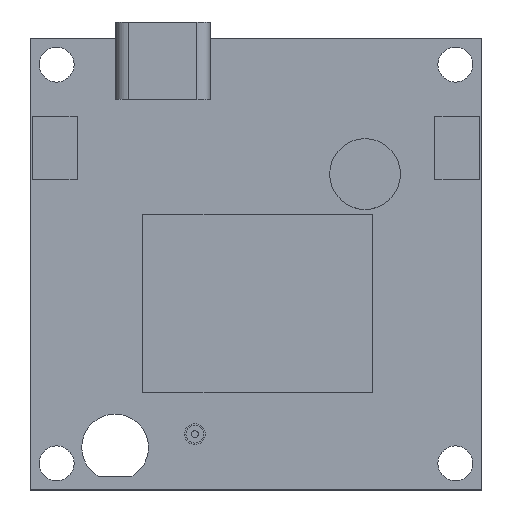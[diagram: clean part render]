
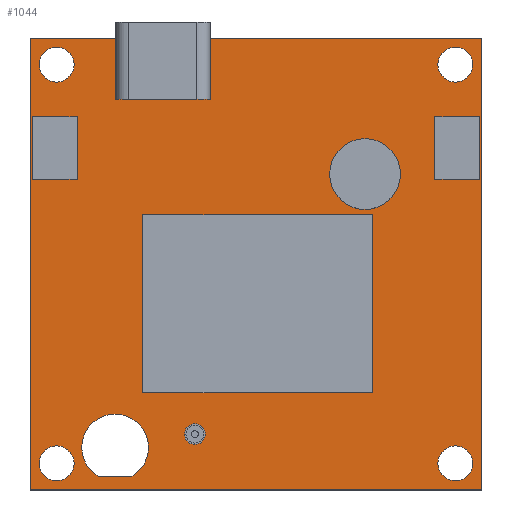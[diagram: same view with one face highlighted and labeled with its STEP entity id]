
A CAD part, top view. The second image highlights one B-rep face of the part: STEP entity #1044.
In plain terms, the highlighted planar face has unit normal (0, 0, 1).
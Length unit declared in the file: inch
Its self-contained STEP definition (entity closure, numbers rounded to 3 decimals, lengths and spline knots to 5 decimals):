
#15=FACE_BOUND('',#141,.T.);
#16=FACE_BOUND('',#142,.T.);
#17=FACE_BOUND('',#143,.T.);
#18=FACE_BOUND('',#144,.T.);
#19=FACE_BOUND('',#145,.T.);
#20=FACE_BOUND('',#146,.T.);
#21=FACE_BOUND('',#147,.T.);
#22=FACE_BOUND('',#148,.T.);
#23=FACE_BOUND('',#149,.T.);
#24=FACE_BOUND('',#150,.T.);
#35=PLANE('',#1123);
#80=FACE_OUTER_BOUND('',#140,.T.);
#140=EDGE_LOOP('',(#713,#714,#715,#716,#717,#718,#719,#720));
#141=EDGE_LOOP('',(#721));
#142=EDGE_LOOP('',(#722));
#143=EDGE_LOOP('',(#723));
#144=EDGE_LOOP('',(#724));
#145=EDGE_LOOP('',(#725,#726,#727,#728));
#146=EDGE_LOOP('',(#729,#730,#731,#732));
#147=EDGE_LOOP('',(#733,#734));
#148=EDGE_LOOP('',(#735,#736,#737,#738));
#149=EDGE_LOOP('',(#739));
#150=EDGE_LOOP('',(#740));
#215=LINE('',#1525,#323);
#216=LINE('',#1527,#324);
#217=LINE('',#1529,#325);
#218=LINE('',#1531,#326);
#219=LINE('',#1533,#327);
#220=LINE('',#1535,#328);
#221=LINE('',#1537,#329);
#222=LINE('',#1538,#330);
#223=LINE('',#1549,#331);
#224=LINE('',#1551,#332);
#225=LINE('',#1553,#333);
#226=LINE('',#1554,#334);
#227=LINE('',#1557,#335);
#228=LINE('',#1559,#336);
#229=LINE('',#1561,#337);
#230=LINE('',#1562,#338);
#231=LINE('',#1566,#339);
#232=LINE('',#1569,#340);
#233=LINE('',#1571,#341);
#234=LINE('',#1573,#342);
#235=LINE('',#1574,#343);
#323=VECTOR('',#1234,0.3937);
#324=VECTOR('',#1235,0.3937);
#325=VECTOR('',#1236,0.3937);
#326=VECTOR('',#1237,0.3937);
#327=VECTOR('',#1238,0.3937);
#328=VECTOR('',#1239,0.3937);
#329=VECTOR('',#1240,0.3937);
#330=VECTOR('',#1241,0.3937);
#331=VECTOR('',#1250,0.3937);
#332=VECTOR('',#1251,0.3937);
#333=VECTOR('',#1252,0.3937);
#334=VECTOR('',#1253,0.3937);
#335=VECTOR('',#1254,0.3937);
#336=VECTOR('',#1255,0.3937);
#337=VECTOR('',#1256,0.3937);
#338=VECTOR('',#1257,0.3937);
#339=VECTOR('',#1260,0.3937);
#340=VECTOR('',#1261,0.3937);
#341=VECTOR('',#1262,0.3937);
#342=VECTOR('',#1263,0.3937);
#343=VECTOR('',#1264,0.3937);
#431=CIRCLE('',#1117,0.039);
#434=CIRCLE('',#1124,0.066);
#435=CIRCLE('',#1125,0.066);
#436=CIRCLE('',#1126,0.066);
#437=CIRCLE('',#1127,0.066);
#438=CIRCLE('',#1128,0.1255);
#439=CIRCLE('',#1129,0.133);
#465=VERTEX_POINT('',#1511);
#468=VERTEX_POINT('',#1523);
#469=VERTEX_POINT('',#1524);
#470=VERTEX_POINT('',#1526);
#471=VERTEX_POINT('',#1528);
#472=VERTEX_POINT('',#1530);
#473=VERTEX_POINT('',#1532);
#474=VERTEX_POINT('',#1534);
#475=VERTEX_POINT('',#1536);
#476=VERTEX_POINT('',#1539);
#477=VERTEX_POINT('',#1541);
#478=VERTEX_POINT('',#1543);
#479=VERTEX_POINT('',#1545);
#480=VERTEX_POINT('',#1547);
#481=VERTEX_POINT('',#1548);
#482=VERTEX_POINT('',#1550);
#483=VERTEX_POINT('',#1552);
#484=VERTEX_POINT('',#1555);
#485=VERTEX_POINT('',#1556);
#486=VERTEX_POINT('',#1558);
#487=VERTEX_POINT('',#1560);
#488=VERTEX_POINT('',#1563);
#489=VERTEX_POINT('',#1564);
#490=VERTEX_POINT('',#1567);
#491=VERTEX_POINT('',#1568);
#492=VERTEX_POINT('',#1570);
#493=VERTEX_POINT('',#1572);
#494=VERTEX_POINT('',#1575);
#561=EDGE_CURVE('',#465,#465,#431,.T.);
#565=EDGE_CURVE('',#468,#469,#215,.T.);
#566=EDGE_CURVE('',#468,#470,#216,.T.);
#567=EDGE_CURVE('',#470,#471,#217,.T.);
#568=EDGE_CURVE('',#471,#472,#218,.T.);
#569=EDGE_CURVE('',#472,#473,#219,.T.);
#570=EDGE_CURVE('',#473,#474,#220,.T.);
#571=EDGE_CURVE('',#474,#475,#221,.T.);
#572=EDGE_CURVE('',#475,#469,#222,.T.);
#573=EDGE_CURVE('',#476,#476,#434,.T.);
#574=EDGE_CURVE('',#477,#477,#435,.T.);
#575=EDGE_CURVE('',#478,#478,#436,.T.);
#576=EDGE_CURVE('',#479,#479,#437,.T.);
#577=EDGE_CURVE('',#480,#481,#223,.T.);
#578=EDGE_CURVE('',#481,#482,#224,.T.);
#579=EDGE_CURVE('',#482,#483,#225,.T.);
#580=EDGE_CURVE('',#483,#480,#226,.T.);
#581=EDGE_CURVE('',#484,#485,#227,.T.);
#582=EDGE_CURVE('',#485,#486,#228,.T.);
#583=EDGE_CURVE('',#486,#487,#229,.T.);
#584=EDGE_CURVE('',#487,#484,#230,.T.);
#585=EDGE_CURVE('',#488,#489,#438,.T.);
#586=EDGE_CURVE('',#489,#488,#231,.T.);
#587=EDGE_CURVE('',#490,#491,#232,.T.);
#588=EDGE_CURVE('',#491,#492,#233,.T.);
#589=EDGE_CURVE('',#492,#493,#234,.T.);
#590=EDGE_CURVE('',#493,#490,#235,.T.);
#591=EDGE_CURVE('',#494,#494,#439,.T.);
#713=ORIENTED_EDGE('',*,*,#565,.F.);
#714=ORIENTED_EDGE('',*,*,#566,.T.);
#715=ORIENTED_EDGE('',*,*,#567,.T.);
#716=ORIENTED_EDGE('',*,*,#568,.T.);
#717=ORIENTED_EDGE('',*,*,#569,.T.);
#718=ORIENTED_EDGE('',*,*,#570,.T.);
#719=ORIENTED_EDGE('',*,*,#571,.T.);
#720=ORIENTED_EDGE('',*,*,#572,.T.);
#721=ORIENTED_EDGE('',*,*,#573,.T.);
#722=ORIENTED_EDGE('',*,*,#574,.T.);
#723=ORIENTED_EDGE('',*,*,#575,.T.);
#724=ORIENTED_EDGE('',*,*,#576,.T.);
#725=ORIENTED_EDGE('',*,*,#577,.T.);
#726=ORIENTED_EDGE('',*,*,#578,.T.);
#727=ORIENTED_EDGE('',*,*,#579,.T.);
#728=ORIENTED_EDGE('',*,*,#580,.T.);
#729=ORIENTED_EDGE('',*,*,#581,.T.);
#730=ORIENTED_EDGE('',*,*,#582,.T.);
#731=ORIENTED_EDGE('',*,*,#583,.T.);
#732=ORIENTED_EDGE('',*,*,#584,.T.);
#733=ORIENTED_EDGE('',*,*,#585,.T.);
#734=ORIENTED_EDGE('',*,*,#586,.T.);
#735=ORIENTED_EDGE('',*,*,#587,.T.);
#736=ORIENTED_EDGE('',*,*,#588,.T.);
#737=ORIENTED_EDGE('',*,*,#589,.T.);
#738=ORIENTED_EDGE('',*,*,#590,.T.);
#739=ORIENTED_EDGE('',*,*,#591,.T.);
#740=ORIENTED_EDGE('',*,*,#561,.T.);
#1044=ADVANCED_FACE('',(#80,#15,#16,#17,#18,#19,#20,#21,#22,#23,#24),#35,
 .T.);
#1117=AXIS2_PLACEMENT_3D('',#1513,#1219,#1220);
#1123=AXIS2_PLACEMENT_3D('',#1522,#1232,#1233);
#1124=AXIS2_PLACEMENT_3D('',#1540,#1242,#1243);
#1125=AXIS2_PLACEMENT_3D('',#1542,#1244,#1245);
#1126=AXIS2_PLACEMENT_3D('',#1544,#1246,#1247);
#1127=AXIS2_PLACEMENT_3D('',#1546,#1248,#1249);
#1128=AXIS2_PLACEMENT_3D('',#1565,#1258,#1259);
#1129=AXIS2_PLACEMENT_3D('',#1576,#1265,#1266);
#1219=DIRECTION('center_axis',(0.,0.,-1.));
#1220=DIRECTION('ref_axis',(-1.,0.,0.));
#1232=DIRECTION('center_axis',(0.,0.,1.));
#1233=DIRECTION('ref_axis',(1.,0.,0.));
#1234=DIRECTION('',(0.,-1.,0.));
#1235=DIRECTION('',(-1.,0.,0.));
#1236=DIRECTION('',(0.,-1.,0.));
#1237=DIRECTION('',(1.,0.,0.));
#1238=DIRECTION('',(0.,1.,0.));
#1239=DIRECTION('',(-1.,0.,0.));
#1240=DIRECTION('',(0.,-1.,0.));
#1241=DIRECTION('',(-1.,0.,0.));
#1242=DIRECTION('center_axis',(0.,0.,-1.));
#1243=DIRECTION('ref_axis',(1.,0.,0.));
#1244=DIRECTION('center_axis',(0.,0.,-1.));
#1245=DIRECTION('ref_axis',(1.,0.,0.));
#1246=DIRECTION('center_axis',(0.,0.,-1.));
#1247=DIRECTION('ref_axis',(1.,0.,0.));
#1248=DIRECTION('center_axis',(0.,0.,-1.));
#1249=DIRECTION('ref_axis',(1.,0.,0.));
#1250=DIRECTION('',(0.,-1.,0.));
#1251=DIRECTION('',(-1.,0.,0.));
#1252=DIRECTION('',(0.,1.,0.));
#1253=DIRECTION('',(1.,0.,0.));
#1254=DIRECTION('',(0.,-1.,0.));
#1255=DIRECTION('',(-1.,0.,0.));
#1256=DIRECTION('',(0.,1.,0.));
#1257=DIRECTION('',(1.,0.,0.));
#1258=DIRECTION('center_axis',(0.,0.,-1.));
#1259=DIRECTION('ref_axis',(1.,0.,0.));
#1260=DIRECTION('',(-1.,0.,0.));
#1261=DIRECTION('',(0.,-1.,0.));
#1262=DIRECTION('',(-1.,0.,0.));
#1263=DIRECTION('',(0.,1.,0.));
#1264=DIRECTION('',(1.,0.,0.));
#1265=DIRECTION('center_axis',(0.,0.,-1.));
#1266=DIRECTION('ref_axis',(-1.,0.,0.));
#1511=CARTESIAN_POINT('',(0.659,0.21,0.03));
#1513=CARTESIAN_POINT('Origin',(0.62,0.21,0.03));
#1522=CARTESIAN_POINT('Origin',(0.85,0.85,0.03));
#1523=CARTESIAN_POINT('',(0.372,1.7,0.03));
#1524=CARTESIAN_POINT('',(0.372,1.47,0.03));
#1525=CARTESIAN_POINT('',(0.372,1.76,0.03));
#1526=CARTESIAN_POINT('',(0.,1.7,0.03));
#1527=CARTESIAN_POINT('',(1.7,1.7,0.03));
#1528=CARTESIAN_POINT('',(0.,0.,0.03));
#1529=CARTESIAN_POINT('',(0.,1.7,0.03));
#1530=CARTESIAN_POINT('',(1.7,0.,0.03));
#1531=CARTESIAN_POINT('',(0.,0.,0.03));
#1532=CARTESIAN_POINT('',(1.7,1.7,0.03));
#1533=CARTESIAN_POINT('',(1.7,0.,0.03));
#1534=CARTESIAN_POINT('',(0.628,1.7,0.03));
#1535=CARTESIAN_POINT('',(1.7,1.7,0.03));
#1536=CARTESIAN_POINT('',(0.628,1.47,0.03));
#1537=CARTESIAN_POINT('',(0.628,1.76,0.03));
#1538=CARTESIAN_POINT('',(0.675,1.47,0.03));
#1539=CARTESIAN_POINT('',(1.534,1.6,0.03));
#1540=CARTESIAN_POINT('Origin',(1.6,1.6,0.03));
#1541=CARTESIAN_POINT('',(0.034,0.1,0.03));
#1542=CARTESIAN_POINT('Origin',(0.1,0.1,0.03));
#1543=CARTESIAN_POINT('',(0.034,1.6,0.03));
#1544=CARTESIAN_POINT('Origin',(0.1,1.6,0.03));
#1545=CARTESIAN_POINT('',(1.534,0.1,0.03));
#1546=CARTESIAN_POINT('Origin',(1.6,0.1,0.03));
#1547=CARTESIAN_POINT('',(1.69,1.40377,0.03));
#1548=CARTESIAN_POINT('',(1.69,1.16877,0.03));
#1549=CARTESIAN_POINT('',(1.69,1.00939,0.03));
#1550=CARTESIAN_POINT('',(1.523,1.16877,0.03));
#1551=CARTESIAN_POINT('',(1.1865,1.16877,0.03));
#1552=CARTESIAN_POINT('',(1.523,1.40377,0.03));
#1553=CARTESIAN_POINT('',(1.523,1.12689,0.03));
#1554=CARTESIAN_POINT('',(1.27,1.40377,0.03));
#1555=CARTESIAN_POINT('',(0.177,1.40377,0.03));
#1556=CARTESIAN_POINT('',(0.177,1.16877,0.03));
#1557=CARTESIAN_POINT('',(0.177,1.00939,0.03));
#1558=CARTESIAN_POINT('',(0.01,1.16877,0.03));
#1559=CARTESIAN_POINT('',(0.43,1.16877,0.03));
#1560=CARTESIAN_POINT('',(0.01,1.40377,0.03));
#1561=CARTESIAN_POINT('',(0.01,1.12689,0.03));
#1562=CARTESIAN_POINT('',(0.5135,1.40377,0.03));
#1563=CARTESIAN_POINT('',(0.25693,0.0515,0.03));
#1564=CARTESIAN_POINT('',(0.38307,0.0515,0.03));
#1565=CARTESIAN_POINT('Origin',(0.32,0.16,0.03));
#1566=CARTESIAN_POINT('',(0.61654,0.0515,0.03));
#1567=CARTESIAN_POINT('',(1.289,1.035,0.03));
#1568=CARTESIAN_POINT('',(1.289,0.365,0.03));
#1569=CARTESIAN_POINT('',(1.289,0.6075,0.03));
#1570=CARTESIAN_POINT('',(0.424,0.365,0.03));
#1571=CARTESIAN_POINT('',(0.637,0.365,0.03));
#1572=CARTESIAN_POINT('',(0.424,1.035,0.03));
#1573=CARTESIAN_POINT('',(0.424,0.9425,0.03));
#1574=CARTESIAN_POINT('',(1.0695,1.035,0.03));
#1575=CARTESIAN_POINT('',(1.393,1.188,0.03));
#1576=CARTESIAN_POINT('Origin',(1.26,1.188,0.03));
